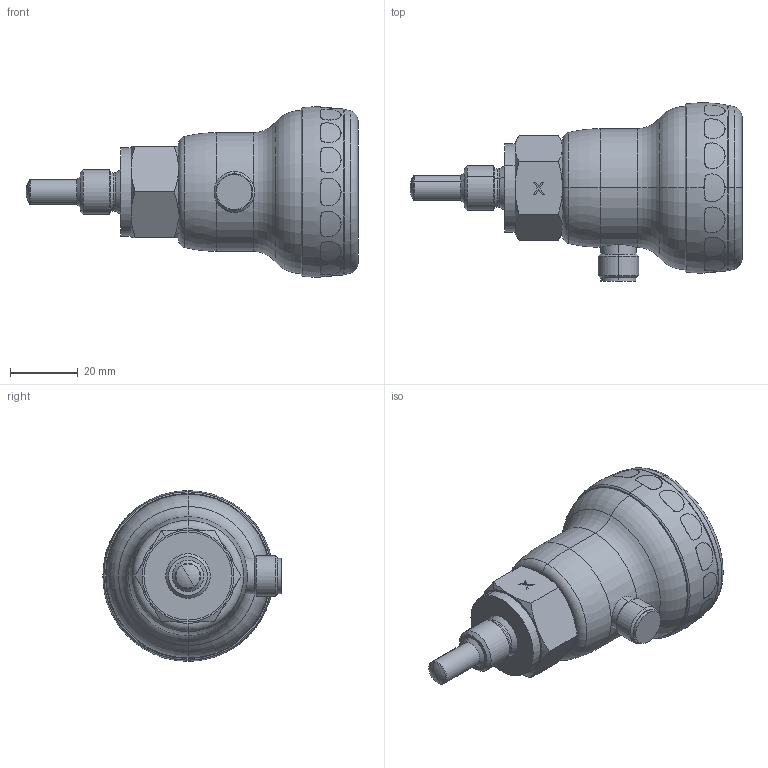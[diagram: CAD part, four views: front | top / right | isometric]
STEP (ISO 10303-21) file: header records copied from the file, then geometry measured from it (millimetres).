
FILE_DESCRIPTION (( 'STEP AP203' ), '1' );
FILE_NAME ('OMNIPLUS-F-008HK028.STEP', '2021-09-13T06:57:56', ( '' ), ( '' ), 'SwSTEP 2.0', 'SolidWorks 2019', '' );
FILE_SCHEMA (( 'CONFIG_CONTROL_DESIGN' ));
Length unit declared in the file: millimetre
Products named in the file (1): OMNIPLUS-F-008HK028
Bounding box: 98 x 52.64 x 50.31 mm (x, y, z)
Volume: 82953.8 mm3; surface area: 17201.2 mm2
Topology: 1 solids, 1 shells, 238 faces, 566 edges, 361 vertices
Faces by surface type: bspline 73, plane 52, cylinder 49, cone 40, torus 22, sphere 2
Entity records: 14524 total; most frequent: CARTESIAN_POINT 9601, ORIENTED_EDGE 1132, DIRECTION 806, EDGE_CURVE 566, VERTEX_POINT 361, AXIS2_PLACEMENT_3D 340, EDGE_LOOP 269, B_SPLINE_CURVE_WITH_KNOTS 266
